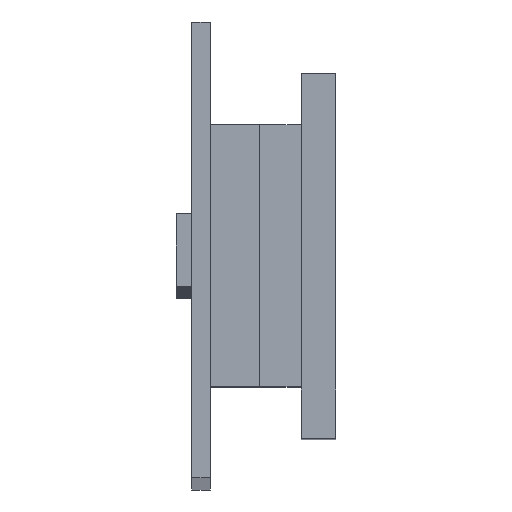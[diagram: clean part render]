
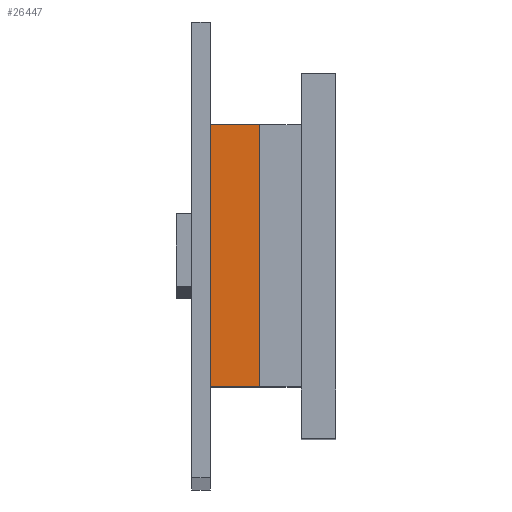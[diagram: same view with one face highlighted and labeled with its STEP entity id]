
A CAD part, top view. The second image highlights one B-rep face of the part: STEP entity #26447.
In plain terms, the highlighted planar face has unit normal (0, 0, 1).
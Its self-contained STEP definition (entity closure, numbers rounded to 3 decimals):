
#9322 = PLANE('',#9323);
#9323 = AXIS2_PLACEMENT_3D('',#9324,#9325,#9326);
#9324 = CARTESIAN_POINT('',(408.925,-20.,-1.5));
#9325 = DIRECTION('',(1.,0.,0.));
#9326 = DIRECTION('',(0.,0.,1.));
#25577 = VERTEX_POINT('',#25578);
#25578 = CARTESIAN_POINT('',(408.925,-11.5,309.5));
#25591 = PLANE('',#25592);
#25592 = AXIS2_PLACEMENT_3D('',#25593,#25594,#25595);
#25593 = CARTESIAN_POINT('',(408.25,-11.5,305.5));
#25594 = DIRECTION('',(0.,1.,0.));
#25595 = DIRECTION('',(0.,0.,1.));
#25602 = EDGE_CURVE('',#25603,#25577,#25605,.T.);
#25603 = VERTEX_POINT('',#25604);
#25604 = CARTESIAN_POINT('',(408.925,11.5,309.5));
#25605 = SURFACE_CURVE('',#25606,(#25610,#25616),.PCURVE_S1.);
#25606 = LINE('',#25607,#25608);
#25607 = CARTESIAN_POINT('',(408.925,-15.75,309.5));
#25608 = VECTOR('',#25609,1.);
#25609 = DIRECTION('',(0.,-1.,0.));
#25610 = PCURVE('',#9322,#25611);
#25611 = DEFINITIONAL_REPRESENTATION('',(#25612),#25615);
#25612 = B_SPLINE_CURVE_WITH_KNOTS('',1,(#25613,#25614),.UNSPECIFIED.,
  .F.,.F.,(2,2),(-29.55,-1.95),.PIECEWISE_BEZIER_KNOTS.);
#25613 = CARTESIAN_POINT('',(311.,-33.8));
#25614 = CARTESIAN_POINT('',(311.,-6.2));
#25615 = ( GEOMETRIC_REPRESENTATION_CONTEXT(2) 
PARAMETRIC_REPRESENTATION_CONTEXT() REPRESENTATION_CONTEXT('2D SPACE',''
  ) );
#25616 = PCURVE('',#25617,#25622);
#25617 = PLANE('',#25618);
#25618 = AXIS2_PLACEMENT_3D('',#25619,#25620,#25621);
#25619 = CARTESIAN_POINT('',(408.25,-11.5,309.5));
#25620 = DIRECTION('',(0.,0.,1.));
#25621 = DIRECTION('',(1.,0.,0.));
#25622 = DEFINITIONAL_REPRESENTATION('',(#25623),#25626);
#25623 = B_SPLINE_CURVE_WITH_KNOTS('',1,(#25624,#25625),.UNSPECIFIED.,
  .F.,.F.,(2,2),(-29.55,-1.95),.PIECEWISE_BEZIER_KNOTS.);
#25624 = CARTESIAN_POINT('',(0.675,25.3));
#25625 = CARTESIAN_POINT('',(0.675,-2.3));
#25626 = ( GEOMETRIC_REPRESENTATION_CONTEXT(2) 
PARAMETRIC_REPRESENTATION_CONTEXT() REPRESENTATION_CONTEXT('2D SPACE',''
  ) );
#25641 = PLANE('',#25642);
#25642 = AXIS2_PLACEMENT_3D('',#25643,#25644,#25645);
#25643 = CARTESIAN_POINT('',(408.25,11.5,305.5));
#25644 = DIRECTION('',(0.,1.,0.));
#25645 = DIRECTION('',(0.,0.,1.));
#26399 = EDGE_CURVE('',#25603,#26400,#26402,.T.);
#26400 = VERTEX_POINT('',#26401);
#26401 = CARTESIAN_POINT('',(413.25,11.5,309.5));
#26402 = SURFACE_CURVE('',#26403,(#26407,#26414),.PCURVE_S1.);
#26403 = LINE('',#26404,#26405);
#26404 = CARTESIAN_POINT('',(408.25,11.5,309.5));
#26405 = VECTOR('',#26406,1.);
#26406 = DIRECTION('',(1.,0.,0.));
#26407 = PCURVE('',#25641,#26408);
#26408 = DEFINITIONAL_REPRESENTATION('',(#26409),#26413);
#26409 = LINE('',#26410,#26411);
#26410 = CARTESIAN_POINT('',(4.,0.));
#26411 = VECTOR('',#26412,1.);
#26412 = DIRECTION('',(0.,1.));
#26413 = ( GEOMETRIC_REPRESENTATION_CONTEXT(2) 
PARAMETRIC_REPRESENTATION_CONTEXT() REPRESENTATION_CONTEXT('2D SPACE',''
  ) );
#26414 = PCURVE('',#25617,#26415);
#26415 = DEFINITIONAL_REPRESENTATION('',(#26416),#26420);
#26416 = LINE('',#26417,#26418);
#26417 = CARTESIAN_POINT('',(0.,23.));
#26418 = VECTOR('',#26419,1.);
#26419 = DIRECTION('',(1.,0.));
#26420 = ( GEOMETRIC_REPRESENTATION_CONTEXT(2) 
PARAMETRIC_REPRESENTATION_CONTEXT() REPRESENTATION_CONTEXT('2D SPACE',''
  ) );
#26447 = ADVANCED_FACE('',(#26448),#25617,.T.);
#26448 = FACE_BOUND('',#26449,.T.);
#26449 = EDGE_LOOP('',(#26450,#26451,#26452,#26475));
#26450 = ORIENTED_EDGE('',*,*,#26399,.F.);
#26451 = ORIENTED_EDGE('',*,*,#25602,.T.);
#26452 = ORIENTED_EDGE('',*,*,#26453,.T.);
#26453 = EDGE_CURVE('',#25577,#26454,#26456,.T.);
#26454 = VERTEX_POINT('',#26455);
#26455 = CARTESIAN_POINT('',(413.25,-11.5,309.5));
#26456 = SURFACE_CURVE('',#26457,(#26461,#26468),.PCURVE_S1.);
#26457 = LINE('',#26458,#26459);
#26458 = CARTESIAN_POINT('',(408.25,-11.5,309.5));
#26459 = VECTOR('',#26460,1.);
#26460 = DIRECTION('',(1.,0.,0.));
#26461 = PCURVE('',#25617,#26462);
#26462 = DEFINITIONAL_REPRESENTATION('',(#26463),#26467);
#26463 = LINE('',#26464,#26465);
#26464 = CARTESIAN_POINT('',(0.,0.));
#26465 = VECTOR('',#26466,1.);
#26466 = DIRECTION('',(1.,0.));
#26467 = ( GEOMETRIC_REPRESENTATION_CONTEXT(2) 
PARAMETRIC_REPRESENTATION_CONTEXT() REPRESENTATION_CONTEXT('2D SPACE',''
  ) );
#26468 = PCURVE('',#25591,#26469);
#26469 = DEFINITIONAL_REPRESENTATION('',(#26470),#26474);
#26470 = LINE('',#26471,#26472);
#26471 = CARTESIAN_POINT('',(4.,0.));
#26472 = VECTOR('',#26473,1.);
#26473 = DIRECTION('',(0.,1.));
#26474 = ( GEOMETRIC_REPRESENTATION_CONTEXT(2) 
PARAMETRIC_REPRESENTATION_CONTEXT() REPRESENTATION_CONTEXT('2D SPACE',''
  ) );
#26475 = ORIENTED_EDGE('',*,*,#26476,.T.);
#26476 = EDGE_CURVE('',#26454,#26400,#26477,.T.);
#26477 = SURFACE_CURVE('',#26478,(#26482,#26489),.PCURVE_S1.);
#26478 = LINE('',#26479,#26480);
#26479 = CARTESIAN_POINT('',(413.25,-11.5,309.5));
#26480 = VECTOR('',#26481,1.);
#26481 = DIRECTION('',(0.,1.,0.));
#26482 = PCURVE('',#25617,#26483);
#26483 = DEFINITIONAL_REPRESENTATION('',(#26484),#26488);
#26484 = LINE('',#26485,#26486);
#26485 = CARTESIAN_POINT('',(5.,0.));
#26486 = VECTOR('',#26487,1.);
#26487 = DIRECTION('',(0.,1.));
#26488 = ( GEOMETRIC_REPRESENTATION_CONTEXT(2) 
PARAMETRIC_REPRESENTATION_CONTEXT() REPRESENTATION_CONTEXT('2D SPACE',''
  ) );
#26489 = PCURVE('',#26490,#26495);
#26490 = PLANE('',#26491);
#26491 = AXIS2_PLACEMENT_3D('',#26492,#26493,#26494);
#26492 = CARTESIAN_POINT('',(413.25,-11.5,309.5));
#26493 = DIRECTION('',(0.,0.,1.));
#26494 = DIRECTION('',(1.,0.,0.));
#26495 = DEFINITIONAL_REPRESENTATION('',(#26496),#26500);
#26496 = LINE('',#26497,#26498);
#26497 = CARTESIAN_POINT('',(0.,0.));
#26498 = VECTOR('',#26499,1.);
#26499 = DIRECTION('',(0.,1.));
#26500 = ( GEOMETRIC_REPRESENTATION_CONTEXT(2) 
PARAMETRIC_REPRESENTATION_CONTEXT() REPRESENTATION_CONTEXT('2D SPACE',''
  ) );
